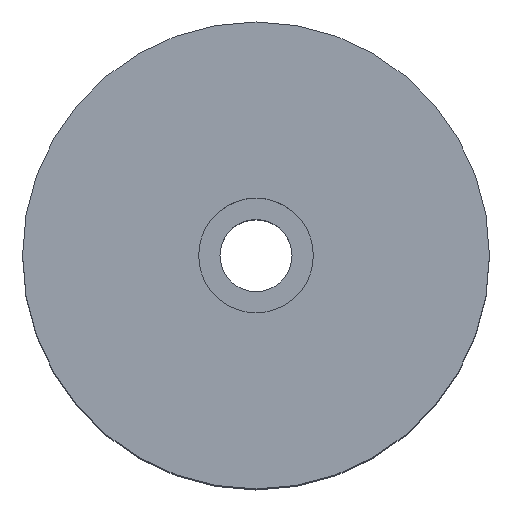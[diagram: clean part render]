
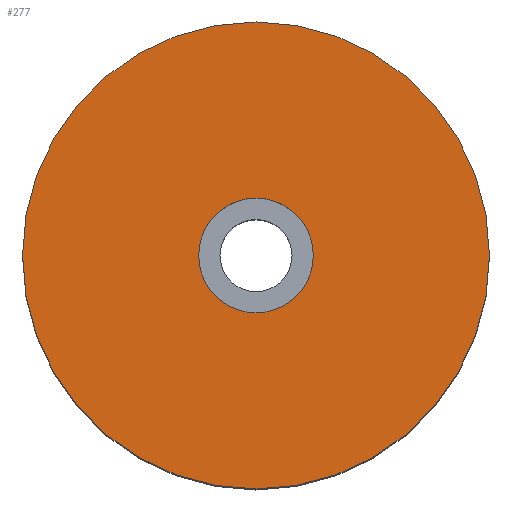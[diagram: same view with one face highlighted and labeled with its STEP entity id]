
A CAD part, top view. The second image highlights one B-rep face of the part: STEP entity #277.
In plain terms, the highlighted planar face has unit normal (0, 0, 1).
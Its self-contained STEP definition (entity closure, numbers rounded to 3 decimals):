
#30=FACE_BOUND('',#74,.T.);
#48=FACE_OUTER_BOUND('',#73,.T.);
#73=EDGE_LOOP('',(#241));
#74=EDGE_LOOP('',(#242));
#122=CIRCLE('',#318,4.3);
#126=CIRCLE('',#326,17.5);
#144=VERTEX_POINT('',#472);
#148=VERTEX_POINT('',#487);
#173=EDGE_CURVE('',#144,#144,#122,.T.);
#180=EDGE_CURVE('',#148,#148,#126,.T.);
#241=ORIENTED_EDGE('',*,*,#180,.T.);
#242=ORIENTED_EDGE('',*,*,#173,.T.);
#259=PLANE('',#325);
#277=ADVANCED_FACE('',(#48,#30),#259,.T.);
#318=AXIS2_PLACEMENT_3D('',#473,#391,#392);
#325=AXIS2_PLACEMENT_3D('',#486,#408,#409);
#326=AXIS2_PLACEMENT_3D('',#488,#410,#411);
#391=DIRECTION('center_axis',(0.,0.,-1.));
#392=DIRECTION('ref_axis',(1.,0.,0.));
#408=DIRECTION('center_axis',(0.,0.,1.));
#409=DIRECTION('ref_axis',(1.,0.,0.));
#410=DIRECTION('center_axis',(0.,0.,1.));
#411=DIRECTION('ref_axis',(1.,0.,0.));
#472=CARTESIAN_POINT('',(-4.3,0.,44.));
#473=CARTESIAN_POINT('Origin',(0.,0.,44.));
#486=CARTESIAN_POINT('Origin',(0.,0.,44.));
#487=CARTESIAN_POINT('',(-17.5,0.,44.));
#488=CARTESIAN_POINT('Origin',(0.,0.,44.));
